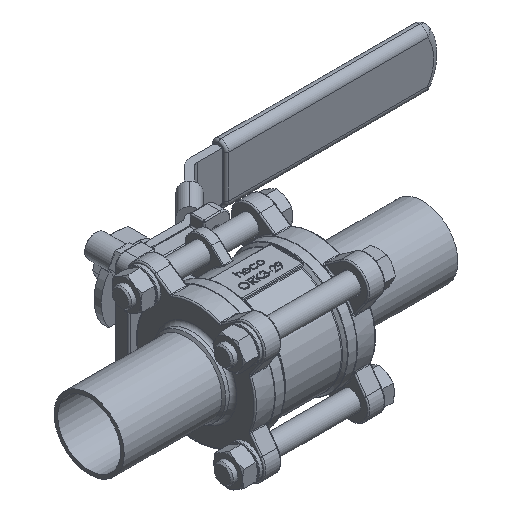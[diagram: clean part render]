
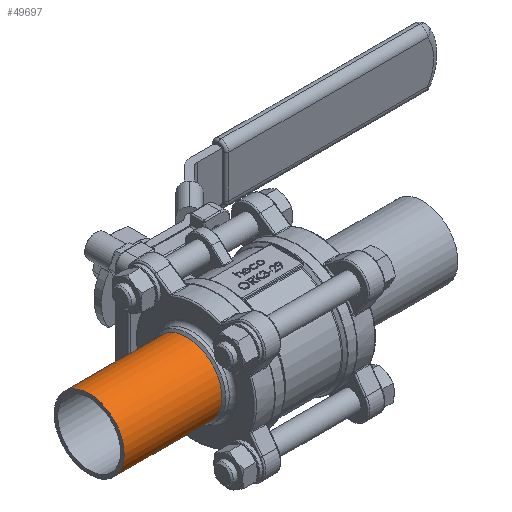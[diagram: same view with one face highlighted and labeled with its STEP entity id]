
A CAD part, isometric view. The second image highlights one B-rep face of the part: STEP entity #49697.
In plain terms, the highlighted cylindrical face has radius 14.5 mm (diameter 29 mm), a full revolution.
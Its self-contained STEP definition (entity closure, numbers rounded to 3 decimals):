
#2352 = AXIS2_PLACEMENT_3D ( 'NONE', #4383, #4445, #4372 ) ;
#4372 = DIRECTION ( 'NONE',  ( 0., 0., -1. ) ) ;
#4383 = CARTESIAN_POINT ( 'NONE',  ( -28.577, 0., 0. ) ) ;
#4445 = DIRECTION ( 'NONE',  ( 1., 0., 0. ) ) ;
#6022 = CARTESIAN_POINT ( 'NONE',  ( -28.577, 0., -14.5 ) ) ;
#6062 = CARTESIAN_POINT ( 'NONE',  ( -69., 0., -14.5 ) ) ;
#7177 = VERTEX_POINT ( 'NONE', #6022 ) ;
#9679 = EDGE_LOOP ( 'NONE', ( #23938 ) ) ;
#9681 = EDGE_LOOP ( 'NONE', ( #23958 ) ) ;
#17028 = FACE_OUTER_BOUND ( 'NONE', #9679, .T. ) ;
#17029 = FACE_OUTER_BOUND ( 'NONE', #9681, .T. ) ;
#17034 = CYLINDRICAL_SURFACE ( 'NONE', #46895, 14.5 ) ;
#18237 = CIRCLE ( 'NONE', #37372, 14.5 ) ;
#22188 = VERTEX_POINT ( 'NONE', #6062 ) ;
#23938 = ORIENTED_EDGE ( 'NONE', *, *, #39538, .F. ) ;
#23958 = ORIENTED_EDGE ( 'NONE', *, *, #39972, .T. ) ;
#24926 = CARTESIAN_POINT ( 'NONE',  ( -69., 0., 0. ) ) ;
#24928 = DIRECTION ( 'NONE',  ( 1., 0., 0. ) ) ;
#24929 = DIRECTION ( 'NONE',  ( 0., 0., -1. ) ) ;
#26352 = CIRCLE ( 'NONE', #2352, 14.5 ) ;
#29771 = CARTESIAN_POINT ( 'NONE',  ( -10.627, 0., 0. ) ) ;
#29772 = DIRECTION ( 'NONE',  ( 1., 0., 0. ) ) ;
#29773 = DIRECTION ( 'NONE',  ( 0., 0., -1. ) ) ;
#37372 = AXIS2_PLACEMENT_3D ( 'NONE', #24926, #24928, #24929 ) ;
#39538 = EDGE_CURVE ( 'NONE', #7177, #7177, #26352, .T. ) ;
#39972 = EDGE_CURVE ( 'NONE', #22188, #22188, #18237, .T. ) ;
#46895 = AXIS2_PLACEMENT_3D ( 'NONE', #29771, #29772, #29773 ) ;
#49697 = ADVANCED_FACE ( 'NONE', ( #17028, #17029 ), #17034, .T. ) ;
